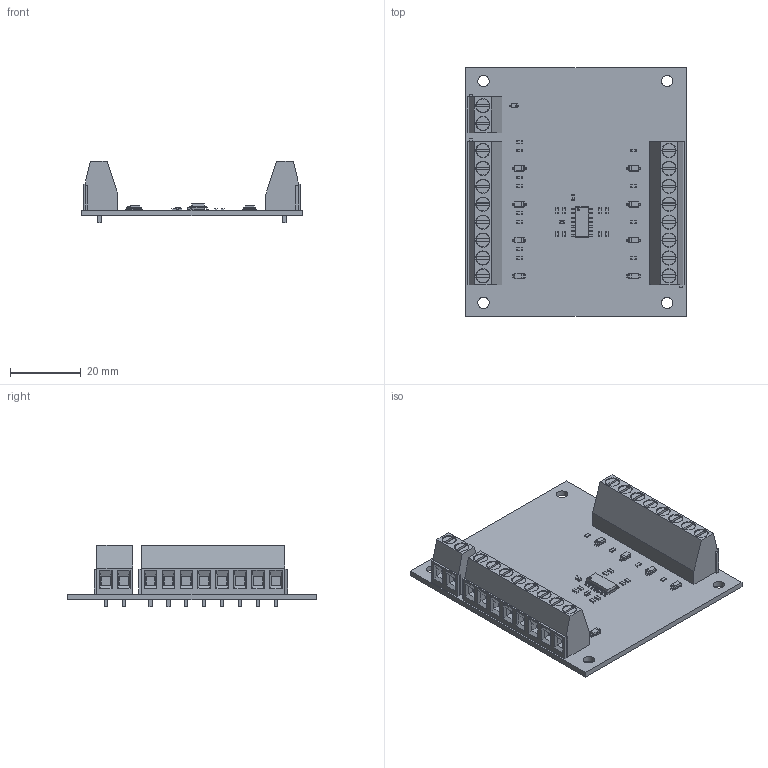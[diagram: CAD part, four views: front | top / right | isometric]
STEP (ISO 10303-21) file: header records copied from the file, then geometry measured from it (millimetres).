
FILE_DESCRIPTION(('KiCad electronic assembly'),'2;1');
FILE_NAME('dc-level-shifter.step','2024-03-25T09:23:40',('Pcbnew'),( 'Kicad'),'Open CASCADE STEP processor 7.7','KiCad to STEP converter' ,'Unknown');
FILE_SCHEMA(('AUTOMOTIVE_DESIGN { 1 0 10303 214 1 1 1 1 }'));
Length unit declared in the file: millimetre
Products named in the file (16): dc-level-shifter 1; SOIC-14_3.9x8.7mm_P1.27mm; SOLID; R_0603_1608Metric; TerminalBlock_Phoenix_MKDS-1,5-8-5.08_1x08_P5.08mm_Horizontal; D_SOD-123; C_0603_1608Metric; TerminalBlock_Phoenix_MKDS-1,5-2-5.08_1x02_P5.08mm_Horizontal; D_SOD-323; dc-level-shifter PCB
Assembly tree (43 placements, depth 3):
  dc-level-shifter 1
    SOIC-14_3.9x8.7mm_P1.27mm
      SOLID
    R_0603_1608Metric  x20
      SOLID
    TerminalBlock_Phoenix_MKDS-1,5-8-5.08_1x08_P5.08mm_Horizontal  x2
      SOLID
    D_SOD-123  x8
      SOLID
    C_0603_1608Metric  x2
      SOLID
    TerminalBlock_Phoenix_MKDS-1,5-2-5.08_1x02_P5.08mm_Horizontal
      SOLID
    D_SOD-323
      SOLID
    dc-level-shifter PCB
Bounding box: 62.61 x 70.48 x 17.3 mm (x, y, z)
Volume: 16244.9 mm3; surface area: 20396.8 mm2
Topology: 36 solids, 36 shells, 2152 faces, 5390 edges, 3360 vertices
Faces by surface type: plane 1437, cylinder 371, bspline 344
Full cylindrical faces by diameter (mm): 0.6 x1, 1.3 x18, 3.2 x4, 3.8 x18, 4 x18
Entity records: 60036 total; most frequent: CARTESIAN_POINT 10649, DIRECTION 7878, LINE 5214, VECTOR 5214, ORIENTED_EDGE 4338, PCURVE 4338, DEFINITIONAL_REPRESENTATION 4338, EDGE_CURVE 2169
